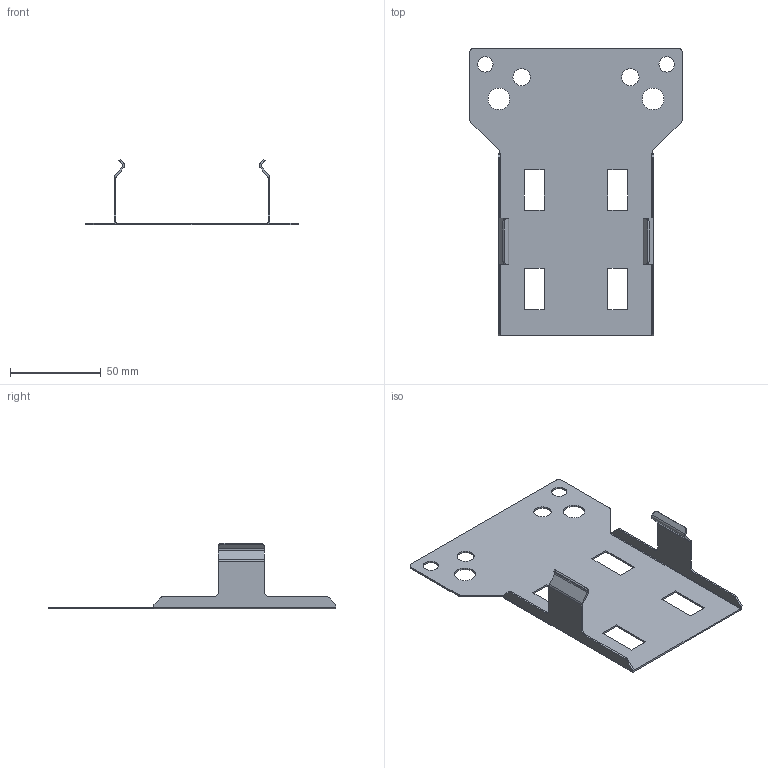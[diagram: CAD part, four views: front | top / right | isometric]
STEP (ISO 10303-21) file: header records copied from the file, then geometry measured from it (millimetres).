
FILE_DESCRIPTION (( 'STEP AP214' ), '1' );
FILE_NAME ('HGX-RMT01.STEP', '2014-10-31T13:48:20', ( 'L-Com' ), ( 'L-Com Global Connectivity' ), 'SwSTEP 2.0', 'SolidWorks 2014', '' );
FILE_SCHEMA (( 'AUTOMOTIVE_DESIGN' ));
Length unit declared in the file: inch
Products named in the file (1): HGX-RMT01
Bounding box: 117.47 x 158.75 x 36.35 mm (x, y, z)
Volume: 15604 mm3; surface area: 33803.1 mm2
Topology: 1 solids, 1 shells, 96 faces, 280 edges, 186 vertices
Faces by surface type: plane 54, cylinder 42
Entity records: 3272 total; most frequent: CARTESIAN_POINT 563, ORIENTED_EDGE 560, DIRECTION 558, EDGE_CURVE 280, VECTOR 196, LINE 196, VERTEX_POINT 186, AXIS2_PLACEMENT_3D 181
